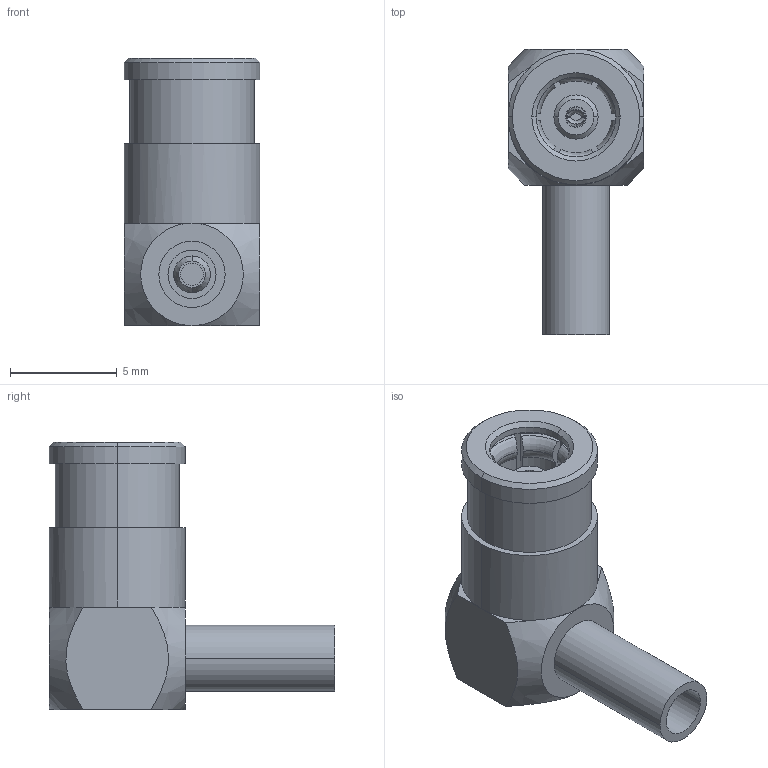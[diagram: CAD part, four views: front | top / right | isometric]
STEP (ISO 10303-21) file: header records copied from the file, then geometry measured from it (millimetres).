
FILE_DESCRIPTION (( 'STEP AP214' ), '1' );
FILE_NAME ('J01161A0091.STEP', '2013-10-15T12:59:50', ( 'Wartung1' ), ( '' ), 'SwSTEP 2.0', 'SolidWorks 2013', '' );
FILE_SCHEMA (( 'AUTOMOTIVE_DESIGN' ));
Length unit declared in the file: millimetre
Products named in the file (1): J01161A0091
Bounding box: 6.35 x 13.35 x 12.5 mm (x, y, z)
Volume: 398.2 mm3; surface area: 622.7 mm2
Topology: 1 solids, 1 shells, 119 faces, 268 edges, 170 vertices
Faces by surface type: plane 49, cylinder 42, torus 14, cone 14
Entity records: 4803 total; most frequent: CARTESIAN_POINT 842, DIRECTION 570, ORIENTED_EDGE 536, EDGE_CURVE 268, AXIS2_PLACEMENT_3D 232, VERTEX_POINT 170, EDGE_LOOP 138, FACE_OUTER_BOUND 119
